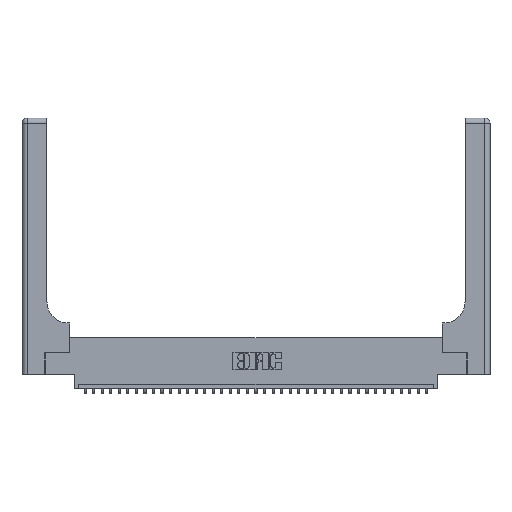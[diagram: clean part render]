
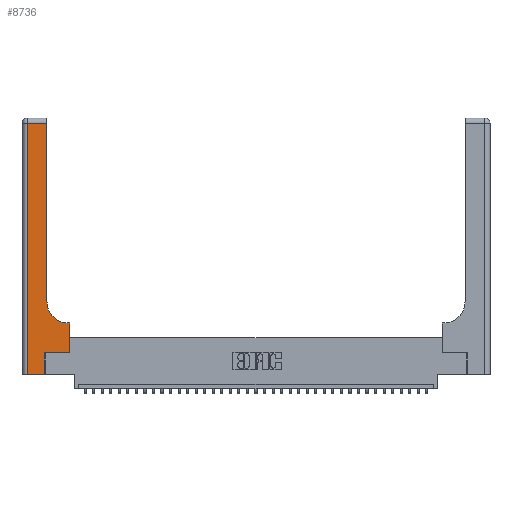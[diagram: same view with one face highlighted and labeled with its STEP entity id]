
A CAD part, top view. The second image highlights one B-rep face of the part: STEP entity #8736.
In plain terms, the highlighted planar face has unit normal (0, 0, 1).
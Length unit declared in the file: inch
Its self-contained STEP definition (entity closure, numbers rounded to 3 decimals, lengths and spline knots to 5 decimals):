
#112 = CARTESIAN_POINT ( 'NONE',  ( 0.06, 2.94, 0.37 ) ) ;
#388 = VERTEX_POINT ( 'NONE', #23984 ) ;
#435 = CARTESIAN_POINT ( 'NONE',  ( 0., 0., 0.37 ) ) ;
#673 = VECTOR ( 'NONE', #8872, 39.37008 ) ;
#941 = VECTOR ( 'NONE', #19125, 39.37008 ) ;
#1146 = VERTEX_POINT ( 'NONE', #112 ) ;
#1278 = DIRECTION ( 'NONE',  ( 0., 1., 0. ) ) ;
#1307 = CARTESIAN_POINT ( 'NONE',  ( 0., 2.94, 0.37 ) ) ;
#1393 = ORIENTED_EDGE ( 'NONE', *, *, #11910, .T. ) ;
#1412 = DIRECTION ( 'NONE',  ( -1., 0., 0. ) ) ;
#1541 = DIRECTION ( 'NONE',  ( 1., 0., 0. ) ) ;
#3034 = CARTESIAN_POINT ( 'NONE',  ( 0., 3., 0.37 ) ) ;
#3531 = VERTEX_POINT ( 'NONE', #11777 ) ;
#3574 = DIRECTION ( 'NONE',  ( 0., 1., 0. ) ) ;
#3722 = CARTESIAN_POINT ( 'NONE',  ( 0.2915, 0.6, 0.37 ) ) ;
#4421 = VERTEX_POINT ( 'NONE', #25613 ) ;
#5308 = EDGE_CURVE ( 'NONE', #388, #32653, #31236, .T. ) ;
#5425 = AXIS2_PLACEMENT_3D ( 'NONE', #6406, #12621, #1541 ) ;
#5697 = ORIENTED_EDGE ( 'NONE', *, *, #6248, .T. ) ;
#5807 = DIRECTION ( 'NONE',  ( 1., 0., 0. ) ) ;
#6248 = EDGE_CURVE ( 'NONE', #3531, #1146, #32929, .T. ) ;
#6406 = CARTESIAN_POINT ( 'NONE',  ( 0.5415, 0.85, 0.37 ) ) ;
#6944 = VECTOR ( 'NONE', #5807, 39.37008 ) ;
#7039 = ORIENTED_EDGE ( 'NONE', *, *, #12164, .T. ) ;
#7286 = VECTOR ( 'NONE', #15212, 39.37008 ) ;
#8339 = EDGE_CURVE ( 'NONE', #1146, #14489, #20419, .T. ) ;
#8736 = ADVANCED_FACE ( 'NONE', ( #26572 ), #20102, .F. ) ;
#8872 = DIRECTION ( 'NONE',  ( 0., -1., 0. ) ) ;
#8963 = DIRECTION ( 'NONE',  ( -1., 0., 0. ) ) ;
#9506 = LINE ( 'NONE', #20669, #23273 ) ;
#9862 = CIRCLE ( 'NONE', #5425, 0.25 ) ;
#10381 = CARTESIAN_POINT ( 'NONE',  ( 0.269, 0.25, 0.37 ) ) ;
#10601 = VECTOR ( 'NONE', #3574, 39.37008 ) ;
#11777 = CARTESIAN_POINT ( 'NONE',  ( 0.2915, 2.94, 0.37 ) ) ;
#11910 = EDGE_CURVE ( 'NONE', #14489, #24021, #31616, .T. ) ;
#12164 = EDGE_CURVE ( 'NONE', #12264, #3531, #9506, .T. ) ;
#12264 = VERTEX_POINT ( 'NONE', #24384 ) ;
#12621 = DIRECTION ( 'NONE',  ( 0., 0., -1. ) ) ;
#12634 = CARTESIAN_POINT ( 'NONE',  ( 0.269, 0.25, 0.37 ) ) ;
#12971 = ORIENTED_EDGE ( 'NONE', *, *, #5308, .T. ) ;
#13081 = VECTOR ( 'NONE', #34956, 39.37008 ) ;
#13620 = EDGE_CURVE ( 'NONE', #4421, #12264, #9862, .T. ) ;
#14489 = VERTEX_POINT ( 'NONE', #36260 ) ;
#14569 = LINE ( 'NONE', #25594, #10601 ) ;
#15212 = DIRECTION ( 'NONE',  ( 1., 0., 0. ) ) ;
#16172 = EDGE_CURVE ( 'NONE', #32653, #4421, #16513, .T. ) ;
#16513 = LINE ( 'NONE', #3722, #20096 ) ;
#17213 = CARTESIAN_POINT ( 'NONE',  ( 0.269, 0., 0.37 ) ) ;
#18011 = EDGE_LOOP ( 'NONE', ( #7039, #5697, #18851, #1393, #18758, #26259, #12971, #31742, #26888 ) ) ;
#18758 = ORIENTED_EDGE ( 'NONE', *, *, #31834, .T. ) ;
#18851 = ORIENTED_EDGE ( 'NONE', *, *, #8339, .T. ) ;
#19125 = DIRECTION ( 'NONE',  ( 0., 1., 0. ) ) ;
#20096 = VECTOR ( 'NONE', #1412, 39.37008 ) ;
#20102 = PLANE ( 'NONE',  #32399 ) ;
#20419 = LINE ( 'NONE', #31202, #673 ) ;
#20669 = CARTESIAN_POINT ( 'NONE',  ( 0.2915, 3., 0.37 ) ) ;
#22957 = DIRECTION ( 'NONE',  ( 0., 0., -1. ) ) ;
#23273 = VECTOR ( 'NONE', #1278, 39.37008 ) ;
#23984 = CARTESIAN_POINT ( 'NONE',  ( 0.5585, 0.25, 0.37 ) ) ;
#24021 = VERTEX_POINT ( 'NONE', #17213 ) ;
#24384 = CARTESIAN_POINT ( 'NONE',  ( 0.2915, 0.85, 0.37 ) ) ;
#25594 = CARTESIAN_POINT ( 'NONE',  ( 0.269, 0., 0.37 ) ) ;
#25613 = CARTESIAN_POINT ( 'NONE',  ( 0.5415, 0.6, 0.37 ) ) ;
#26259 = ORIENTED_EDGE ( 'NONE', *, *, #35338, .T. ) ;
#26572 = FACE_OUTER_BOUND ( 'NONE', #18011, .T. ) ;
#26714 = LINE ( 'NONE', #12634, #7286 ) ;
#26888 = ORIENTED_EDGE ( 'NONE', *, *, #13620, .T. ) ;
#31202 = CARTESIAN_POINT ( 'NONE',  ( 0.06, 3., 0.37 ) ) ;
#31236 = LINE ( 'NONE', #35980, #941 ) ;
#31616 = LINE ( 'NONE', #435, #6944 ) ;
#31742 = ORIENTED_EDGE ( 'NONE', *, *, #16172, .T. ) ;
#31834 = EDGE_CURVE ( 'NONE', #24021, #33357, #14569, .T. ) ;
#32151 = CARTESIAN_POINT ( 'NONE',  ( 0.5585, 0.6, 0.37 ) ) ;
#32399 = AXIS2_PLACEMENT_3D ( 'NONE', #3034, #22957, #8963 ) ;
#32653 = VERTEX_POINT ( 'NONE', #32151 ) ;
#32929 = LINE ( 'NONE', #1307, #13081 ) ;
#33357 = VERTEX_POINT ( 'NONE', #10381 ) ;
#34956 = DIRECTION ( 'NONE',  ( -1., 0., 0. ) ) ;
#35338 = EDGE_CURVE ( 'NONE', #33357, #388, #26714, .T. ) ;
#35980 = CARTESIAN_POINT ( 'NONE',  ( 0.5585, 0.25, 0.37 ) ) ;
#36260 = CARTESIAN_POINT ( 'NONE',  ( 0.06, 0., 0.37 ) ) ;
